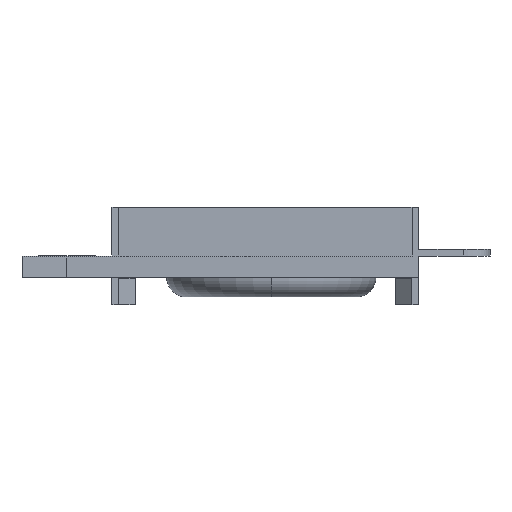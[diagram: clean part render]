
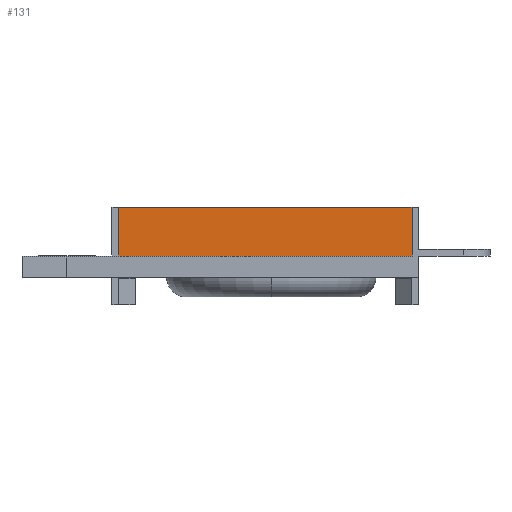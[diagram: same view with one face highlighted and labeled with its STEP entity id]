
A CAD part, left-side view. The second image highlights one B-rep face of the part: STEP entity #131.
In plain terms, the highlighted planar face has unit normal (-1, 0, 0).
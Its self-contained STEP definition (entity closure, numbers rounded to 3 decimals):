
#131 = ADVANCED_FACE ( 'NONE', ( #1791 ), #13927, .F. ) ;
#659 = ORIENTED_EDGE ( 'NONE', *, *, #6657, .F. ) ;
#1234 = CARTESIAN_POINT ( 'NONE',  ( -18., -14.5, 5.3 ) ) ;
#1414 = CARTESIAN_POINT ( 'NONE',  ( -18., 7.7, 5.3 ) ) ;
#1791 = FACE_OUTER_BOUND ( 'NONE', #8634, .T. ) ;
#2353 = VECTOR ( 'NONE', #6920, 1000. ) ;
#2729 = ORIENTED_EDGE ( 'NONE', *, *, #13145, .T. ) ;
#3162 = VECTOR ( 'NONE', #12395, 1000. ) ;
#3232 = CARTESIAN_POINT ( 'NONE',  ( -18., 7.7, 1.6 ) ) ;
#4248 = VECTOR ( 'NONE', #7332, 1000. ) ;
#5074 = VERTEX_POINT ( 'NONE', #1234 ) ;
#5294 = EDGE_CURVE ( 'NONE', #12782, #6498, #7275, .T. ) ;
#6147 = EDGE_CURVE ( 'NONE', #5074, #9474, #7544, .T. ) ;
#6176 = CARTESIAN_POINT ( 'NONE',  ( -18., 7.7, 5.3 ) ) ;
#6364 = CARTESIAN_POINT ( 'NONE',  ( -18., 7.7, 5.3 ) ) ;
#6498 = VERTEX_POINT ( 'NONE', #13448 ) ;
#6657 = EDGE_CURVE ( 'NONE', #12782, #5074, #8415, .T. ) ;
#6920 = DIRECTION ( 'NONE',  ( 0., -1., 0. ) ) ;
#7043 = ORIENTED_EDGE ( 'NONE', *, *, #5294, .T. ) ;
#7275 = LINE ( 'NONE', #6176, #4248 ) ;
#7332 = DIRECTION ( 'NONE',  ( 0., 0., -1. ) ) ;
#7544 = LINE ( 'NONE', #12437, #9481 ) ;
#7812 = DIRECTION ( 'NONE',  ( 0., 1., 0. ) ) ;
#8415 = LINE ( 'NONE', #11511, #2353 ) ;
#8634 = EDGE_LOOP ( 'NONE', ( #2729, #12608, #659, #7043 ) ) ;
#8870 = AXIS2_PLACEMENT_3D ( 'NONE', #6364, #11188, #7812 ) ;
#8996 = DIRECTION ( 'NONE',  ( 0., 0., -1. ) ) ;
#9196 = LINE ( 'NONE', #3232, #3162 ) ;
#9474 = VERTEX_POINT ( 'NONE', #13421 ) ;
#9481 = VECTOR ( 'NONE', #8996, 1000. ) ;
#11188 = DIRECTION ( 'NONE',  ( 1., 0., 0. ) ) ;
#11511 = CARTESIAN_POINT ( 'NONE',  ( -18., 7.7, 5.3 ) ) ;
#12395 = DIRECTION ( 'NONE',  ( 0., -1., 0. ) ) ;
#12437 = CARTESIAN_POINT ( 'NONE',  ( -18., -14.5, 5.3 ) ) ;
#12608 = ORIENTED_EDGE ( 'NONE', *, *, #6147, .F. ) ;
#12782 = VERTEX_POINT ( 'NONE', #1414 ) ;
#13145 = EDGE_CURVE ( 'NONE', #6498, #9474, #9196, .T. ) ;
#13421 = CARTESIAN_POINT ( 'NONE',  ( -18., -14.5, 1.6 ) ) ;
#13448 = CARTESIAN_POINT ( 'NONE',  ( -18., 7.7, 1.6 ) ) ;
#13927 = PLANE ( 'NONE',  #8870 ) ;
